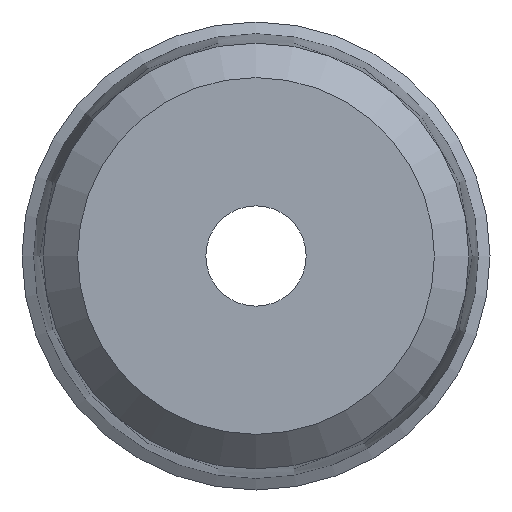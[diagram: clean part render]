
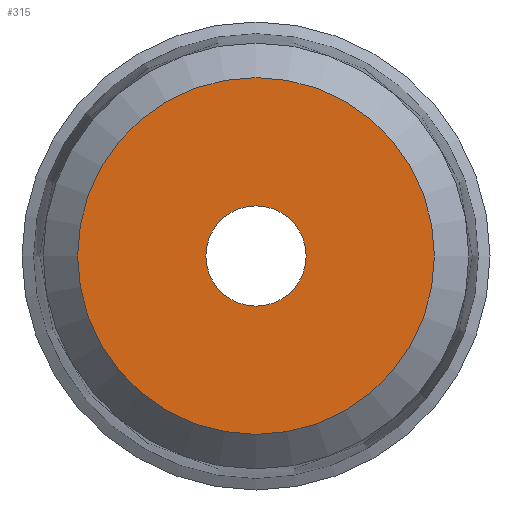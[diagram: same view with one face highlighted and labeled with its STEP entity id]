
A CAD part, front view. The second image highlights one B-rep face of the part: STEP entity #315.
In plain terms, the highlighted planar face has unit normal (0, -1, 0).
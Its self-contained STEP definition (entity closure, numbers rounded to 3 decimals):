
#281=CARTESIAN_POINT('',(-1.5,0.,0.0));
#282=VERTEX_POINT('',#281);
#283=CARTESIAN_POINT('',(0.,0.,0.0));
#284=DIRECTION('',(0.0,1.0,0.0));
#285=DIRECTION('',(-1.0,0.0,0.0));
#286=AXIS2_PLACEMENT_3D('',#283,#284,#285);
#287=CIRCLE('',#286,1.5);
#288=EDGE_CURVE('',#282,#282,#287,.T.);
#296=CARTESIAN_POINT('',(-3.419,0.,0.0));
#297=DIRECTION('',(0.0,-1.0,0.0));
#298=DIRECTION('',(0.0,0.0,-1.0));
#299=AXIS2_PLACEMENT_3D('',#296,#297,#298);
#300=PLANE('',#299);
#301=CARTESIAN_POINT('',(-5.337,0.,0.0));
#302=VERTEX_POINT('',#301);
#303=CARTESIAN_POINT('',(0.,0.,0.0));
#304=DIRECTION('',(0.0,1.0,0.0));
#305=DIRECTION('',(-1.0,0.0,0.0));
#306=AXIS2_PLACEMENT_3D('',#303,#304,#305);
#307=CIRCLE('',#306,5.337);
#308=EDGE_CURVE('',#302,#302,#307,.T.);
#309=ORIENTED_EDGE('',*,*,#308,.F.);
#310=EDGE_LOOP('',(#309));
#311=FACE_OUTER_BOUND('',#310,.T.);
#312=ORIENTED_EDGE('',*,*,#288,.T.);
#313=EDGE_LOOP('',(#312));
#314=FACE_BOUND('',#313,.T.);
#315=ADVANCED_FACE('',(#311,#314),#300,.T.);
